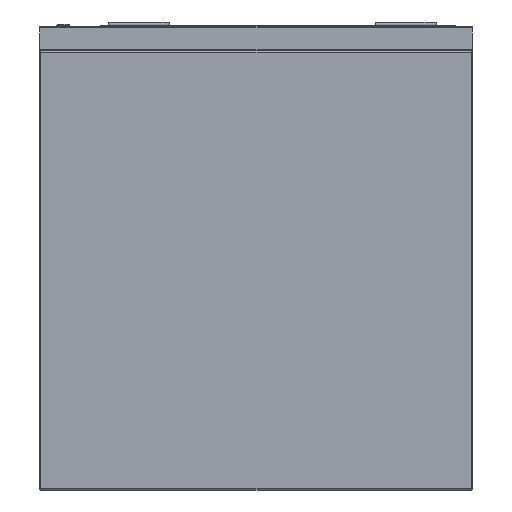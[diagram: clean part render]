
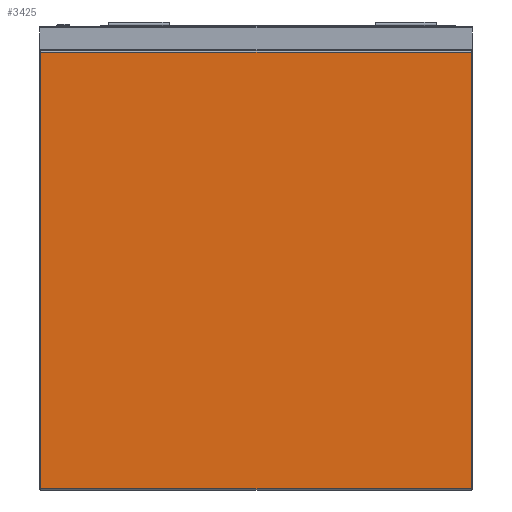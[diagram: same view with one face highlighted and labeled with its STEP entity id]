
A CAD part, left-side view. The second image highlights one B-rep face of the part: STEP entity #3425.
In plain terms, the highlighted planar face has unit normal (-1, 0, 0).
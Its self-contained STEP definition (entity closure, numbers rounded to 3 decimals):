
#28 = AXIS2_PLACEMENT_3D ( 'NONE', #15031, #13608, #13448 ) ;
#66 = ORIENTED_EDGE ( 'NONE', *, *, #6420, .T. ) ;
#377 = CARTESIAN_POINT ( 'NONE',  ( -297.5, -355., -758. ) ) ;
#444 = CARTESIAN_POINT ( 'NONE',  ( -297.5, -353., -758. ) ) ;
#1144 = CARTESIAN_POINT ( 'NONE',  ( -297.5, 353., -758. ) ) ;
#1283 = DIRECTION ( 'NONE',  ( 0., 0., -1. ) ) ;
#1296 = CARTESIAN_POINT ( 'NONE',  ( -297.5, 355., -42. ) ) ;
#1443 = VERTEX_POINT ( 'NONE', #12427 ) ;
#1911 = VERTEX_POINT ( 'NONE', #1144 ) ;
#2838 = PLANE ( 'NONE',  #28 ) ;
#3425 = ADVANCED_FACE ( 'Fl�che7', ( #8817 ), #2838, .T. ) ;
#3508 = VERTEX_POINT ( 'NONE', #444 ) ;
#3589 = EDGE_LOOP ( 'NONE', ( #12740, #66, #8134, #14296 ) ) ;
#5155 = DIRECTION ( 'NONE',  ( 0., 1., 0. ) ) ;
#5266 = DIRECTION ( 'NONE',  ( 0., -1., 0. ) ) ;
#5649 = LINE ( 'NONE', #10388, #6815 ) ;
#6420 = EDGE_CURVE ( 'NONE', #9494, #1443, #12335, .T. ) ;
#6815 = VECTOR ( 'NONE', #7879, 1000. ) ;
#7780 = VECTOR ( 'NONE', #1283, 1000. ) ;
#7879 = DIRECTION ( 'NONE',  ( 0., 0., 1. ) ) ;
#8134 = ORIENTED_EDGE ( 'NONE', *, *, #9349, .T. ) ;
#8817 = FACE_OUTER_BOUND ( 'NONE', #3589, .T. ) ;
#9349 = EDGE_CURVE ( 'NONE', #1443, #1911, #11141, .T. ) ;
#9494 = VERTEX_POINT ( 'NONE', #10735 ) ;
#10388 = CARTESIAN_POINT ( 'NONE',  ( -297.5, -353., -760. ) ) ;
#10735 = CARTESIAN_POINT ( 'NONE',  ( -297.5, -353., -42. ) ) ;
#11079 = EDGE_CURVE ( 'NONE', #1911, #3508, #14888, .T. ) ;
#11141 = LINE ( 'NONE', #13419, #7780 ) ;
#11169 = EDGE_CURVE ( 'NONE', #3508, #9494, #5649, .T. ) ;
#11599 = VECTOR ( 'NONE', #5266, 1000. ) ;
#12335 = LINE ( 'NONE', #1296, #14783 ) ;
#12427 = CARTESIAN_POINT ( 'NONE',  ( -297.5, 353., -42. ) ) ;
#12740 = ORIENTED_EDGE ( 'NONE', *, *, #11169, .T. ) ;
#13419 = CARTESIAN_POINT ( 'NONE',  ( -297.5, 353., -760. ) ) ;
#13448 = DIRECTION ( 'NONE',  ( 0., 0., 1. ) ) ;
#13608 = DIRECTION ( 'NONE',  ( -1., 0., 0. ) ) ;
#14296 = ORIENTED_EDGE ( 'NONE', *, *, #11079, .T. ) ;
#14783 = VECTOR ( 'NONE', #5155, 1000. ) ;
#14888 = LINE ( 'NONE', #377, #11599 ) ;
#15031 = CARTESIAN_POINT ( 'NONE',  ( -297.5, -355., -760. ) ) ;
